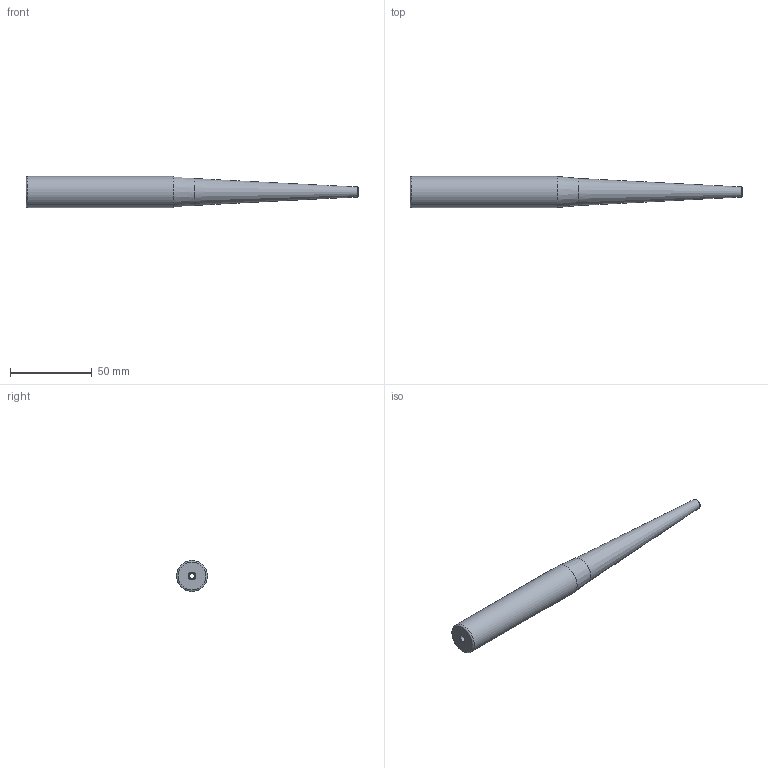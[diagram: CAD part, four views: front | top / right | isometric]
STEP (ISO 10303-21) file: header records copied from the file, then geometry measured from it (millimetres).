
FILE_DESCRIPTION(/* description */ (''),/* implementation_level */ '2;1');
FILE_NAME(/* name */ 'S075-SN012-0800.stp',/* time_stamp */ '2018-12-20T14:51:02-06:00',/* author */ ('Lee'),/* organization */ ('Pioneer N.A.'),/* preprocessor_version */ 'ST-DEVELOPER v17',/* originating_system */ 'Autodesk Inventor LT',/* authorisation */ '');
FILE_SCHEMA (('AUTOMOTIVE_DESIGN { 1 0 10303 214 3 1 1 }'));
Length unit declared in the file: millimetre
Products named in the file (1): S075-SN012-0800
Bounding box: 203.2 x 19.05 x 19.05 mm (x, y, z)
Volume: 37257.7 mm3; surface area: 12469.7 mm2
Topology: 1 solids, 1 shells, 14 faces, 44 edges, 32 vertices
Faces by surface type: cone 5, torus 4, cylinder 3, plane 2
Full cylindrical faces by diameter (mm): 3.164 x1, 4 x1, 19.05 x1
Entity records: 571 total; most frequent: DIRECTION 110, CARTESIAN_POINT 91, ORIENTED_EDGE 88, AXIS2_PLACEMENT_3D 51, EDGE_CURVE 44, CIRCLE 36, VERTEX_POINT 32, EDGE_LOOP 16
